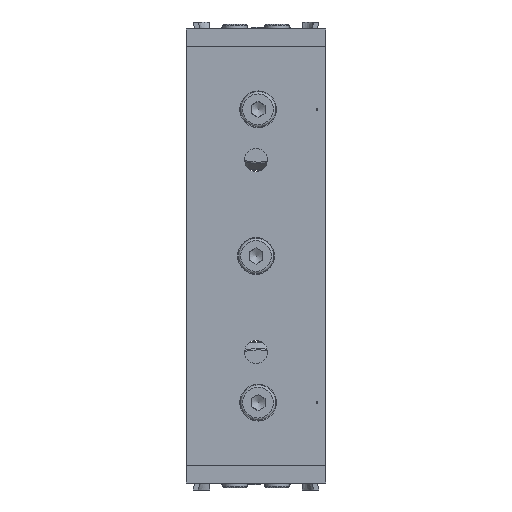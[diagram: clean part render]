
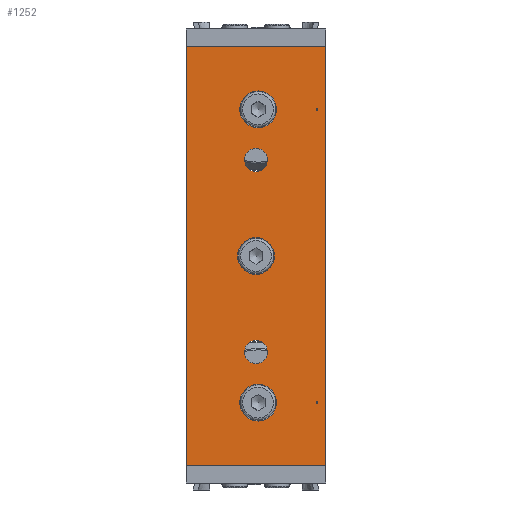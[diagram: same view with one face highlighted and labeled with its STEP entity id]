
A CAD part, left-side view. The second image highlights one B-rep face of the part: STEP entity #1252.
In plain terms, the highlighted planar face has unit normal (-1, 0, 0).
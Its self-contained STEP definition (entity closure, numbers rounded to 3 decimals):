
#546=CARTESIAN_POINT('',(0.0,20.0,65.25));
#547=VERTEX_POINT('',#546);
#548=CARTESIAN_POINT('',(0.0,20.0,60.0));
#549=DIRECTION('',(1.0,0.0,0.0));
#550=DIRECTION('',(0.0,0.0,1.0));
#551=AXIS2_PLACEMENT_3D('',#548,#549,#550);
#552=CIRCLE('',#551,5.25);
#553=EDGE_CURVE('',#547,#547,#552,.T.);
#620=CARTESIAN_POINT('',(0.0,20.0,90.823));
#621=VERTEX_POINT('',#620);
#622=CARTESIAN_POINT('',(0.0,20.0,87.5));
#623=DIRECTION('',(1.0,0.0,0.0));
#624=DIRECTION('',(0.0,0.0,1.0));
#625=AXIS2_PLACEMENT_3D('',#622,#623,#624);
#626=CIRCLE('',#625,3.324);
#627=EDGE_CURVE('',#621,#621,#626,.T.);
#669=CARTESIAN_POINT('',(0.0,20.0,35.823));
#670=VERTEX_POINT('',#669);
#671=CARTESIAN_POINT('',(0.0,20.0,32.5));
#672=DIRECTION('',(1.0,0.0,0.0));
#673=DIRECTION('',(0.0,0.0,1.0));
#674=AXIS2_PLACEMENT_3D('',#671,#672,#673);
#675=CIRCLE('',#674,3.324);
#676=EDGE_CURVE('',#670,#670,#675,.T.);
#756=CARTESIAN_POINT('',(0.0,2.5,102.25));
#757=VERTEX_POINT('',#756);
#758=CARTESIAN_POINT('',(0.0,2.5,102.0));
#759=DIRECTION('',(1.0,0.0,0.0));
#760=DIRECTION('',(0.0,0.0,1.0));
#761=AXIS2_PLACEMENT_3D('',#758,#759,#760);
#762=CIRCLE('',#761,0.25);
#763=EDGE_CURVE('',#757,#757,#762,.T.);
#894=CARTESIAN_POINT('',(0.0,19.4,107.25));
#895=VERTEX_POINT('',#894);
#896=CARTESIAN_POINT('',(0.0,19.4,102.0));
#897=DIRECTION('',(1.0,0.0,0.0));
#898=DIRECTION('',(0.0,0.0,1.0));
#899=AXIS2_PLACEMENT_3D('',#896,#897,#898);
#900=CIRCLE('',#899,5.25);
#901=EDGE_CURVE('',#895,#895,#900,.T.);
#1075=CARTESIAN_POINT('',(0.0,2.5,18.25));
#1076=VERTEX_POINT('',#1075);
#1077=CARTESIAN_POINT('',(0.0,2.5,18.0));
#1078=DIRECTION('',(1.0,0.0,0.0));
#1079=DIRECTION('',(0.0,0.0,1.0));
#1080=AXIS2_PLACEMENT_3D('',#1077,#1078,#1079);
#1081=CIRCLE('',#1080,0.25);
#1082=EDGE_CURVE('',#1076,#1076,#1081,.T.);
#1144=CARTESIAN_POINT('',(0.0,19.4,23.25));
#1145=VERTEX_POINT('',#1144);
#1146=CARTESIAN_POINT('',(0.0,19.4,18.0));
#1147=DIRECTION('',(1.0,0.0,0.0));
#1148=DIRECTION('',(0.0,0.0,1.0));
#1149=AXIS2_PLACEMENT_3D('',#1146,#1147,#1148);
#1150=CIRCLE('',#1149,5.25);
#1151=EDGE_CURVE('',#1145,#1145,#1150,.T.);
#1192=CARTESIAN_POINT('',(0.0,0.0,0.0));
#1193=DIRECTION('',(-1.0,0.0,0.0));
#1194=DIRECTION('',(0.0,0.0,1.0));
#1195=AXIS2_PLACEMENT_3D('',#1192,#1193,#1194);
#1196=PLANE('',#1195);
#1197=CARTESIAN_POINT('',(0.0,0.0,120.0));
#1198=VERTEX_POINT('',#1197);
#1199=CARTESIAN_POINT('',(0.0,40.0,120.0));
#1200=VERTEX_POINT('',#1199);
#1201=CARTESIAN_POINT('',(0.0,0.0,120.0));
#1202=DIRECTION('',(0.0,1.0,0.0));
#1203=VECTOR('',#1202,40.0);
#1204=LINE('',#1201,#1203);
#1205=EDGE_CURVE('',#1198,#1200,#1204,.T.);
#1206=ORIENTED_EDGE('',*,*,#1205,.T.);
#1207=CARTESIAN_POINT('',(0.0,40.0,0.0));
#1208=VERTEX_POINT('',#1207);
#1209=CARTESIAN_POINT('',(0.0,40.0,0.0));
#1210=DIRECTION('',(0.0,0.0,1.0));
#1211=VECTOR('',#1210,120.0);
#1212=LINE('',#1209,#1211);
#1213=EDGE_CURVE('',#1208,#1200,#1212,.T.);
#1214=ORIENTED_EDGE('',*,*,#1213,.F.);
#1215=CARTESIAN_POINT('',(0.0,0.0,0.0));
#1216=VERTEX_POINT('',#1215);
#1217=CARTESIAN_POINT('',(0.0,40.0,0.0));
#1218=DIRECTION('',(0.0,-1.0,0.0));
#1219=VECTOR('',#1218,40.0);
#1220=LINE('',#1217,#1219);
#1221=EDGE_CURVE('',#1208,#1216,#1220,.T.);
#1222=ORIENTED_EDGE('',*,*,#1221,.T.);
#1223=CARTESIAN_POINT('',(0.0,0.0,0.0));
#1224=DIRECTION('',(0.0,0.0,1.0));
#1225=VECTOR('',#1224,120.0);
#1226=LINE('',#1223,#1225);
#1227=EDGE_CURVE('',#1216,#1198,#1226,.T.);
#1228=ORIENTED_EDGE('',*,*,#1227,.T.);
#1229=EDGE_LOOP('',(#1206,#1214,#1222,#1228));
#1230=FACE_OUTER_BOUND('',#1229,.T.);
#1231=ORIENTED_EDGE('',*,*,#553,.T.);
#1232=EDGE_LOOP('',(#1231));
#1233=FACE_BOUND('',#1232,.T.);
#1234=ORIENTED_EDGE('',*,*,#627,.T.);
#1235=EDGE_LOOP('',(#1234));
#1236=FACE_BOUND('',#1235,.T.);
#1237=ORIENTED_EDGE('',*,*,#676,.T.);
#1238=EDGE_LOOP('',(#1237));
#1239=FACE_BOUND('',#1238,.T.);
#1240=ORIENTED_EDGE('',*,*,#763,.T.);
#1241=EDGE_LOOP('',(#1240));
#1242=FACE_BOUND('',#1241,.T.);
#1243=ORIENTED_EDGE('',*,*,#901,.T.);
#1244=EDGE_LOOP('',(#1243));
#1245=FACE_BOUND('',#1244,.T.);
#1246=ORIENTED_EDGE('',*,*,#1082,.T.);
#1247=EDGE_LOOP('',(#1246));
#1248=FACE_BOUND('',#1247,.T.);
#1249=ORIENTED_EDGE('',*,*,#1151,.T.);
#1250=EDGE_LOOP('',(#1249));
#1251=FACE_BOUND('',#1250,.T.);
#1252=ADVANCED_FACE('',(#1230,#1233,#1236,#1239,#1242,#1245,#1248,#1251),#1196,.T.);
